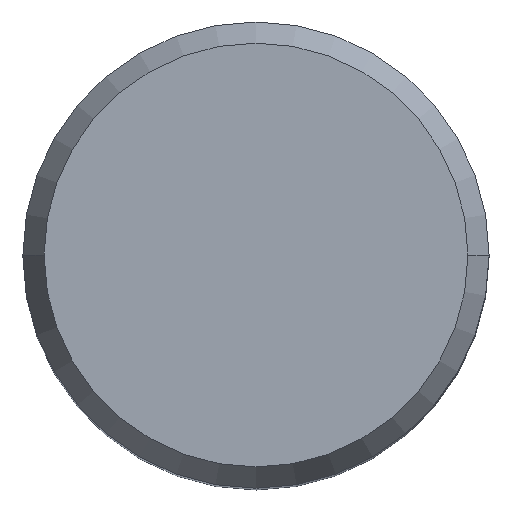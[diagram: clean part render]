
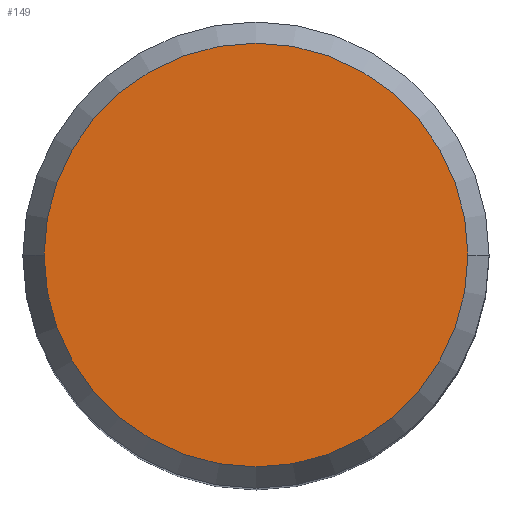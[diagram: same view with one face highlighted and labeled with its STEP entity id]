
A CAD part, top view. The second image highlights one B-rep face of the part: STEP entity #149.
In plain terms, the highlighted planar face has unit normal (0, 0, 1).
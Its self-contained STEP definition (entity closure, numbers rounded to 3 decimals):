
#131=PLANE('',#491);
#149=ADVANCED_FACE('',(#174),#131,.T.);
#174=FACE_OUTER_BOUND('',#193,.T.);
#193=EDGE_LOOP('',(#238,#239));
#238=ORIENTED_EDGE('',*,*,#313,.T.);
#239=ORIENTED_EDGE('',*,*,#311,.T.);
#285=VERTEX_POINT('',#680);
#286=VERTEX_POINT('',#682);
#311=EDGE_CURVE('',#286,#285,#336,.T.);
#313=EDGE_CURVE('',#285,#286,#337,.T.);
#336=CIRCLE('',#488,11.545);
#337=CIRCLE('',#490,11.545);
#488=AXIS2_PLACEMENT_3D('',#681,#580,#581);
#490=AXIS2_PLACEMENT_3D('',#685,#585,#586);
#491=AXIS2_PLACEMENT_3D('',#686,#587,#588);
#580=DIRECTION('',(0.,0.,1.));
#581=DIRECTION('',(-1.,0.,0.));
#585=DIRECTION('',(0.,0.,1.));
#586=DIRECTION('',(1.,0.,0.));
#587=DIRECTION('',(0.,0.,1.));
#588=DIRECTION('',(1.,0.,0.));
#680=CARTESIAN_POINT('',(11.545,0.,28.65));
#681=CARTESIAN_POINT('',(0.,0.,28.65));
#682=CARTESIAN_POINT('',(-11.545,0.,28.65));
#685=CARTESIAN_POINT('',(0.,0.,28.65));
#686=CARTESIAN_POINT('',(0.,0.,28.65));
